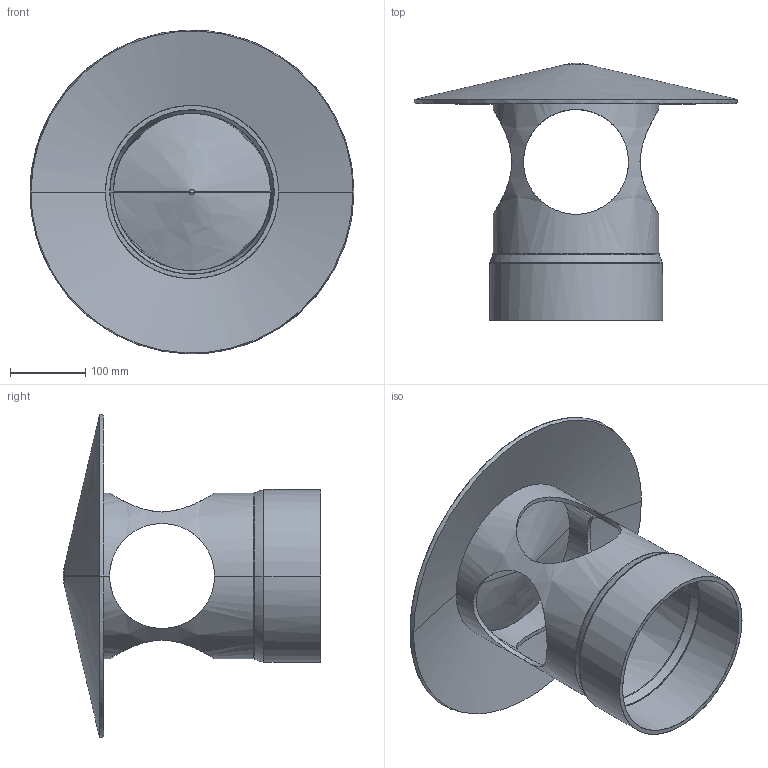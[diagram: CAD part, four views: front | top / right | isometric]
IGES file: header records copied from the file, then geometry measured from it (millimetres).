
Start section: SolidWorks IGES file using NURBS representation for surfaces
Global section: file name: PVCRCA08.IGS; native system: SolidWorks 2022; preprocessor: SolidWorks 2022; author: Cullen; date: 230415.094955; units: inch
Bounding box: 431.8 x 342.9 x 431.8 mm (x, y, z)
Surface area: 674483 mm2 (no closed solid volume)
Topology: 0 solids, 0 shells, 45 faces, 1592 edges, 1690 vertices
Faces by surface type: bspline 45
